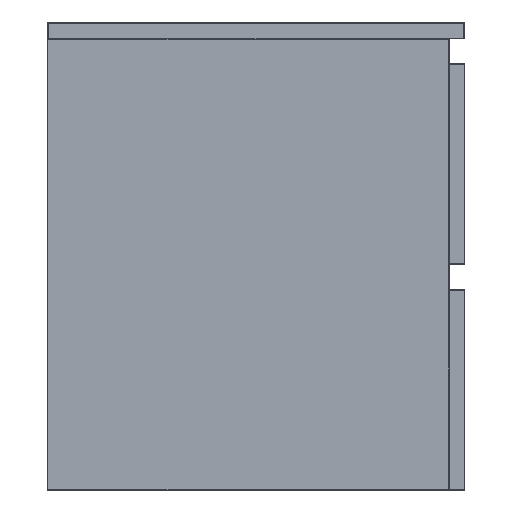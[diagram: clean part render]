
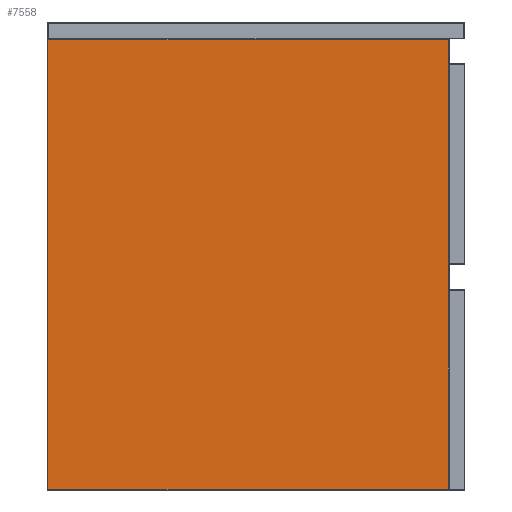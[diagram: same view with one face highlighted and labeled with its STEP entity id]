
A CAD part, left-side view. The second image highlights one B-rep face of the part: STEP entity #7558.
In plain terms, the highlighted face is planar.
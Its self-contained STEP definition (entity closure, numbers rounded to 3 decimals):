
#855=FACE_OUTER_BOUND('',#1302,.T.);
#1302=EDGE_LOOP('',(#6134,#6135,#6136,#6137));
#2089=LINE('',#11669,#2911);
#2092=LINE('',#11675,#2914);
#2095=LINE('',#11681,#2917);
#2098=LINE('',#11685,#2920);
#2911=VECTOR('',#9606,1.);
#2914=VECTOR('',#9611,1.);
#2917=VECTOR('',#9616,1.);
#2920=VECTOR('',#9621,1.);
#3535=VERTEX_POINT('',#11666);
#3536=VERTEX_POINT('',#11668);
#3538=VERTEX_POINT('',#11674);
#3540=VERTEX_POINT('',#11680);
#4432=EDGE_CURVE('',#3535,#3536,#2089,.T.);
#4435=EDGE_CURVE('',#3536,#3538,#2092,.T.);
#4438=EDGE_CURVE('',#3538,#3540,#2095,.T.);
#4441=EDGE_CURVE('',#3540,#3535,#2098,.T.);
#6134=ORIENTED_EDGE('',*,*,#4432,.F.);
#6135=ORIENTED_EDGE('',*,*,#4441,.F.);
#6136=ORIENTED_EDGE('',*,*,#4438,.F.);
#6137=ORIENTED_EDGE('',*,*,#4435,.F.);
#7202=PLANE('',#8121);
#7558=ADVANCED_FACE('',(#855),#7202,.F.);
#8121=AXIS2_PLACEMENT_3D('',#11686,#9622,#9623);
#9606=DIRECTION('',(0.,1.,0.));
#9611=DIRECTION('',(0.,0.,-1.));
#9616=DIRECTION('',(0.,-1.,0.));
#9621=DIRECTION('',(0.,0.,1.));
#9622=DIRECTION('center_axis',(-1.,0.,0.));
#9623=DIRECTION('ref_axis',(0.,0.,1.));
#11666=CARTESIAN_POINT('',(1841.712,-480.,-321.));
#11668=CARTESIAN_POINT('',(1841.712,-1.,-321.));
#11669=CARTESIAN_POINT('',(1841.712,-120.75,-321.));
#11674=CARTESIAN_POINT('',(1841.712,-1.,-859.));
#11675=CARTESIAN_POINT('',(1841.712,-1.,-724.5));
#11680=CARTESIAN_POINT('',(1841.712,-480.,-859.));
#11681=CARTESIAN_POINT('',(1841.712,-360.25,-859.));
#11685=CARTESIAN_POINT('',(1841.712,-480.,-455.5));
#11686=CARTESIAN_POINT('Origin',(1841.712,-240.5,-590.));
